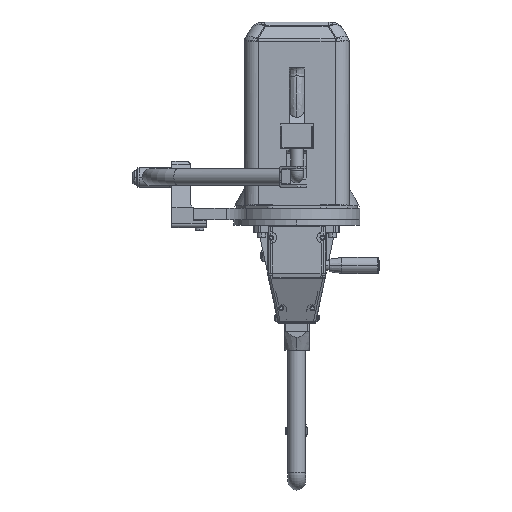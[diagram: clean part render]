
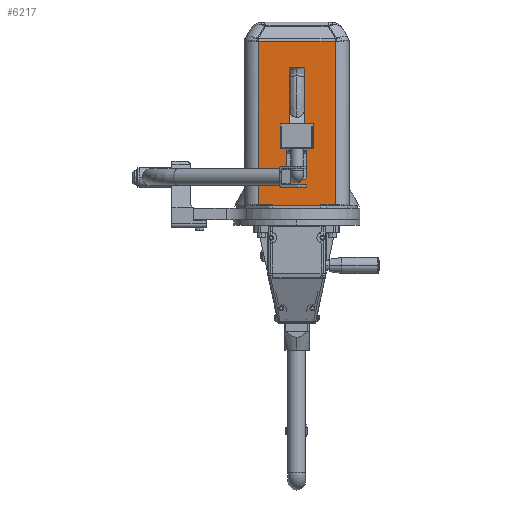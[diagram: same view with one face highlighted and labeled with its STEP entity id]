
A CAD part, top view. The second image highlights one B-rep face of the part: STEP entity #6217.
In plain terms, the highlighted planar face has unit normal (0, 0, 1).
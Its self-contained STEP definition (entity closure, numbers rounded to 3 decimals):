
#6178=CARTESIAN_POINT('Axis2P3D Location',(104.,876.,215.)) ;
#6183=CARTESIAN_POINT('Line Origine',(76.,709.251,215.)) ;
#6187=CARTESIAN_POINT('Vertex',(76.,872.503,215.)) ;
#6189=CARTESIAN_POINT('Vertex',(76.,546.,215.)) ;
#6192=CARTESIAN_POINT('Line Origine',(0.,872.503,215.)) ;
#6196=CARTESIAN_POINT('Vertex',(-76.,872.503,215.)) ;
#6199=CARTESIAN_POINT('Line Origine',(-76.,709.251,215.)) ;
#6203=CARTESIAN_POINT('Vertex',(-76.,546.,215.)) ;
#6206=CARTESIAN_POINT('Line Origine',(0.,546.,215.)) ;
#6179=DIRECTION('Axis2P3D Direction',(0.,0.,-1.)) ;
#6180=DIRECTION('Axis2P3D XDirection',(1.,0.,0.)) ;
#6184=DIRECTION('Vector Direction',(0.,-1.,0.)) ;
#6193=DIRECTION('Vector Direction',(1.,0.,0.)) ;
#6200=DIRECTION('Vector Direction',(0.,1.,0.)) ;
#6207=DIRECTION('Vector Direction',(-1.,0.,0.)) ;
#6181=AXIS2_PLACEMENT_3D('Plane Axis2P3D',#6178,#6179,#6180) ;
#6212=ORIENTED_EDGE('',*,*,#6191,.F.) ;
#6213=ORIENTED_EDGE('',*,*,#6198,.F.) ;
#6214=ORIENTED_EDGE('',*,*,#6205,.F.) ;
#6215=ORIENTED_EDGE('',*,*,#6210,.F.) ;
#6185=VECTOR('Line Direction',#6184,1.) ;
#6194=VECTOR('Line Direction',#6193,1.) ;
#6201=VECTOR('Line Direction',#6200,1.) ;
#6208=VECTOR('Line Direction',#6207,1.) ;
#6217=ADVANCED_FACE('4X.1\\ DITTO *DIT1 - wsp *MASTER - ',(#6216),#6182,.F.) ;
#6191=EDGE_CURVE('',#6188,#6190,#6186,.T.) ;
#6198=EDGE_CURVE('',#6197,#6188,#6195,.T.) ;
#6205=EDGE_CURVE('',#6204,#6197,#6202,.T.) ;
#6210=EDGE_CURVE('',#6190,#6204,#6209,.T.) ;
#6211=EDGE_LOOP('',(#6212,#6213,#6214,#6215)) ;
#6216=FACE_OUTER_BOUND('',#6211,.T.) ;
#6186=LINE('Line',#6183,#6185) ;
#6195=LINE('Line',#6192,#6194) ;
#6202=LINE('Line',#6199,#6201) ;
#6209=LINE('Line',#6206,#6208) ;
#6182=PLANE('Plane',#6181) ;
#6188=VERTEX_POINT('',#6187) ;
#6190=VERTEX_POINT('',#6189) ;
#6197=VERTEX_POINT('',#6196) ;
#6204=VERTEX_POINT('',#6203) ;
